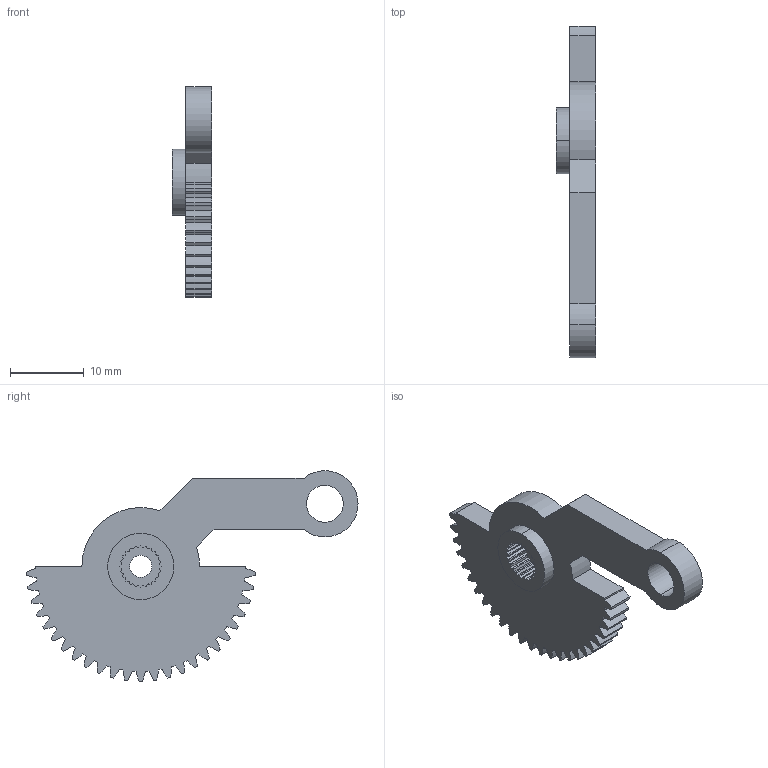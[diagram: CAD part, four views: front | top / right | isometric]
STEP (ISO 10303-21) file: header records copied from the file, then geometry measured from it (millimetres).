
FILE_DESCRIPTION (( 'STEP AP214' ), '1' );
FILE_NAME ('40234-E_TXP-Right Gripper Gear Arm.STEP', '2017-03-28T20:29:28', ( '' ), ( '' ), 'SwSTEP 2.0', 'SolidWorks 2016', '' );
FILE_SCHEMA (( 'AUTOMOTIVE_DESIGN' ));
Length unit declared in the file: millimetre
Products named in the file (2): 40234-E_TXP-Right Gripper Gear Arm
Bounding box: 5.3 x 45.08 x 28.6 mm (x, y, z)
Volume: 2163.9 mm3; surface area: 2039.6 mm2
Topology: 1 solids, 1 shells, 194 faces, 570 edges, 380 vertices
Faces by surface type: cylinder 136, plane 58
Entity records: 8777 total; most frequent: DIRECTION 1234, CARTESIAN_POINT 1146, ORIENTED_EDGE 1140, EDGE_CURVE 570, AXIS2_PLACEMENT_3D 468, VERTEX_POINT 380, VECTOR 298, LINE 298
